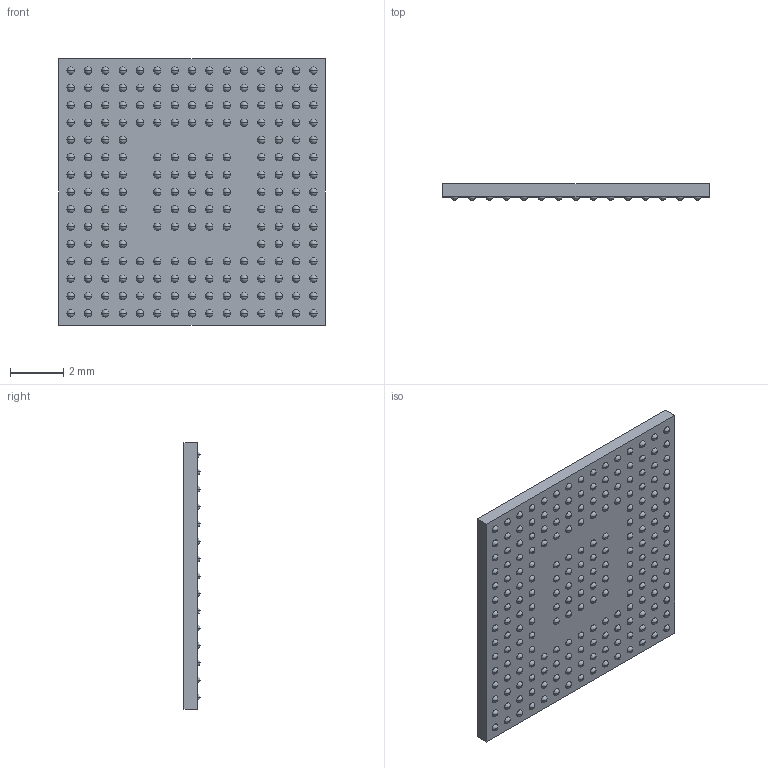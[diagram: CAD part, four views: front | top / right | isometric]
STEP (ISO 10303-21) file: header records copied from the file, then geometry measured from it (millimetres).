
FILE_DESCRIPTION (( 'STEP AP214' ), '1' );
FILE_NAME ('STM32F723IEK6.STEP', '2023-12-25T18:26:02', ( '' ), ( '' ), 'SwSTEP 2.0', 'SolidWorks 2021', '' );
FILE_SCHEMA (( 'AUTOMOTIVE_DESIGN' ));
Length unit declared in the file: millimetre
Products named in the file (1): STM32F723IEK6
Bounding box: 10 x 0.6 x 10 mm (x, y, z)
Volume: 49.8 mm3; surface area: 251.8 mm2
Topology: 204 solids, 204 shells, 619 faces, 1236 edges, 622 vertices
Faces by surface type: sphere 404, plane 211, cylinder 4
Entity records: 13499 total; most frequent: DIRECTION 2484, CARTESIAN_POINT 1670, ORIENTED_EDGE 1260, AXIS2_PLACEMENT_3D 1234, EDGE_CURVE 630, EDGE_LOOP 620, FACE_OUTER_BOUND 619, ADVANCED_FACE 619
